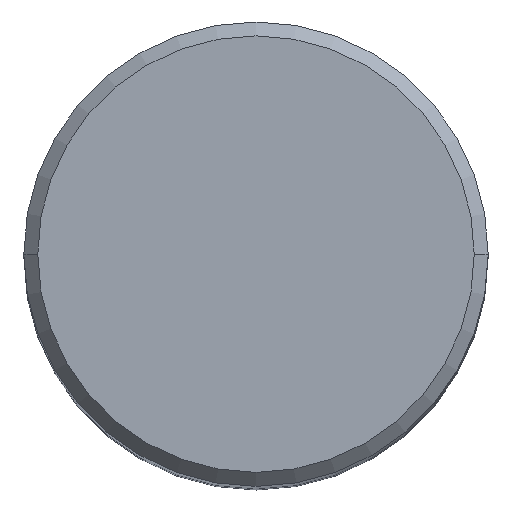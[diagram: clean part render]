
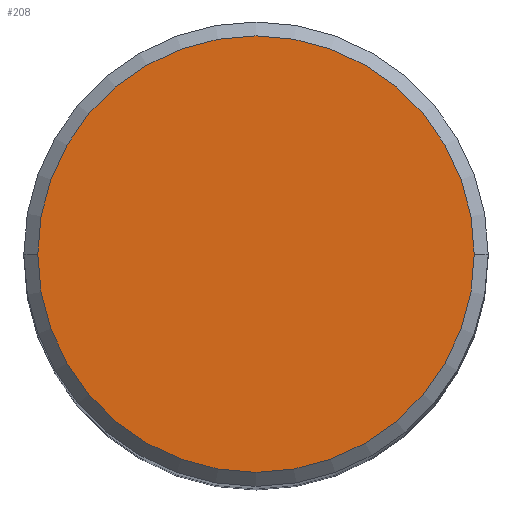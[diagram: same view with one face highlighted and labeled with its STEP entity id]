
A CAD part, top view. The second image highlights one B-rep face of the part: STEP entity #208.
In plain terms, the highlighted planar face has unit normal (0, 0, 1).
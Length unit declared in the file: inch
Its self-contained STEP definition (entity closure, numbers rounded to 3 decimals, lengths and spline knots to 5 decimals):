
#2 = CIRCLE ( 'NONE', #109, 0.235 ) ;
#17 = ORIENTED_EDGE ( 'NONE', *, *, #92, .T. ) ;
#22 = DIRECTION ( 'NONE',  ( 0., 0., 1. ) ) ;
#27 = CARTESIAN_POINT ( 'NONE',  ( 0., 0., 2.5 ) ) ;
#79 = DIRECTION ( 'NONE',  ( 0., 0., 1. ) ) ;
#92 = EDGE_CURVE ( 'NONE', #315, #253, #2, .T. ) ;
#96 = EDGE_CURVE ( 'NONE', #253, #315, #322, .T. ) ;
#102 = CARTESIAN_POINT ( 'NONE',  ( 0., 0., 2.5 ) ) ;
#109 = AXIS2_PLACEMENT_3D ( 'NONE', #102, #22, #210 ) ;
#154 = DIRECTION ( 'NONE',  ( 1., 0., 0. ) ) ;
#166 = CARTESIAN_POINT ( 'NONE',  ( 0.235, 0., 2.5 ) ) ;
#188 = CARTESIAN_POINT ( 'NONE',  ( 0., 0., 2.5 ) ) ;
#190 = FACE_OUTER_BOUND ( 'NONE', #227, .T. ) ;
#208 = ADVANCED_FACE ( 'NONE', ( #190 ), #319, .T. ) ;
#210 = DIRECTION ( 'NONE',  ( 1., 0., 0. ) ) ;
#218 = AXIS2_PLACEMENT_3D ( 'NONE', #188, #79, #347 ) ;
#227 = EDGE_LOOP ( 'NONE', ( #17, #325 ) ) ;
#249 = CARTESIAN_POINT ( 'NONE',  ( -0.235, 0., 2.5 ) ) ;
#253 = VERTEX_POINT ( 'NONE', #166 ) ;
#275 = AXIS2_PLACEMENT_3D ( 'NONE', #27, #317, #154 ) ;
#315 = VERTEX_POINT ( 'NONE', #249 ) ;
#317 = DIRECTION ( 'NONE',  ( 0., 0., 1. ) ) ;
#319 = PLANE ( 'NONE',  #218 ) ;
#322 = CIRCLE ( 'NONE', #275, 0.235 ) ;
#325 = ORIENTED_EDGE ( 'NONE', *, *, #96, .T. ) ;
#347 = DIRECTION ( 'NONE',  ( 1., 0., 0. ) ) ;
